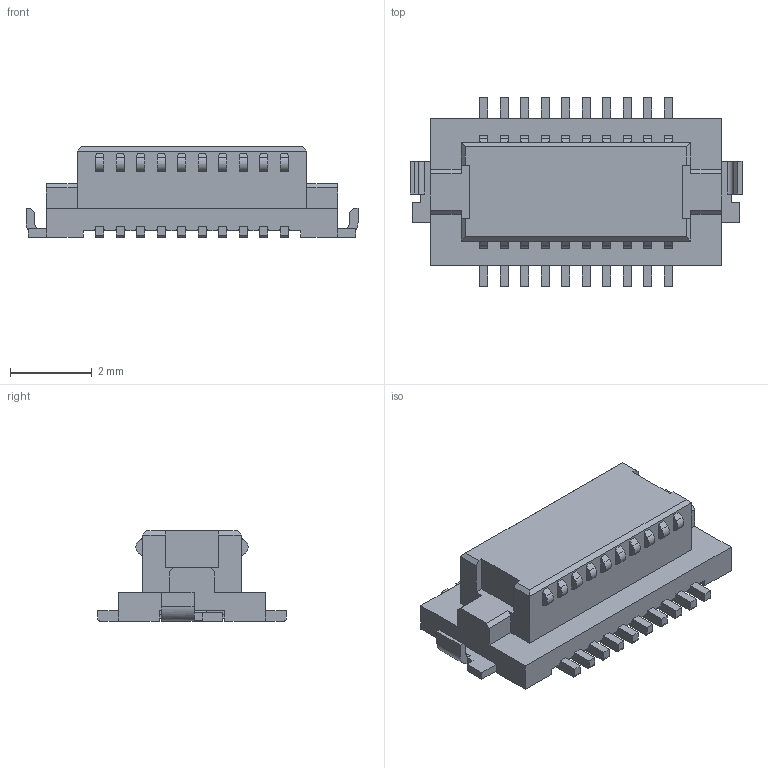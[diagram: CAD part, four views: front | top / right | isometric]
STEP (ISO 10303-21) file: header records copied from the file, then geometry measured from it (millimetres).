
FILE_DESCRIPTION(('Creo Elements/Direct Modeling STEP Export'),'2;1');
FILE_NAME('DF12NB(3.0)-20DS.stp','2020-09-24T18:32:47',(''),(''),'Creo Elements/Direct Modeling STEP processor for AP214 (Solid Model)','Creo Elements/Direct Modeling 19.0F 14-Feb-2017 (C) Parametric Technology GmbH','');
FILE_SCHEMA(('AUTOMOTIVE_DESIGN { 1 0 10303 214 1 1 1 1 }'));
Length unit declared in the file: millimetre
Products named in the file (3): DF12NB-20DS-0_5V-192660.PRT; DF12NB-20DS-0_5V-192990.ASM; DF12NB_3_0_-20DS.stp
Assembly tree (2 placements, depth 3):
  DF12NB_3_0_-20DS.stp
    DF12NB-20DS-0_5V-192990.ASM
      DF12NB-20DS-0_5V-192660.PRT
Bounding box: 8.1 x 4.6 x 2.2 mm (x, y, z)
Volume: 36.7 mm3; surface area: 121.5 mm2
Topology: 1 solids, 1 shells, 600 faces, 1708 edges, 1132 vertices
Faces by surface type: plane 512, cylinder 88
Entity records: 19318 total; most frequent: CARTESIAN_POINT 3443, ORIENTED_EDGE 3416, DIRECTION 3092, EDGE_CURVE 1708, VECTOR 1530, LINE 1530, VERTEX_POINT 1132, AXIS2_PLACEMENT_3D 781
